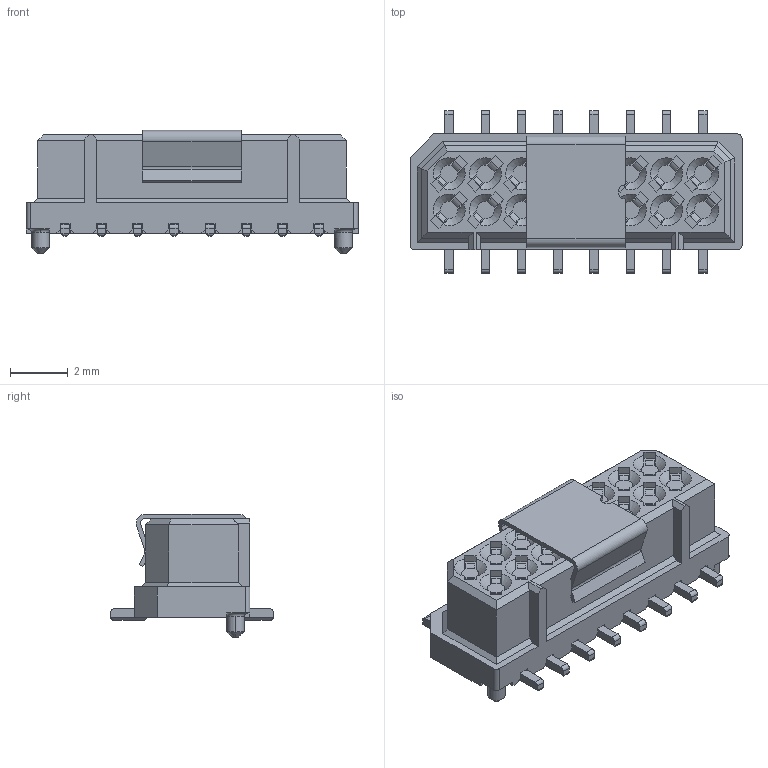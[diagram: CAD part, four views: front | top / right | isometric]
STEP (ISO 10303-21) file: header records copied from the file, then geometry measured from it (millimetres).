
FILE_DESCRIPTION( ('This file contains a STEP AP42 implementation' ,'as created by ZW3D STEP Interface translator.') ,'2;1' );
FILE_NAME( '3651-S016-034XXR01.stp' ,'2411 2.11 8 7', (''), ('ZWCAD Software Co.'), 'Version 1.0', 'ZW3D to STEP translator', '' );
FILE_SCHEMA(('AUTOMOTIVE_DESIGN { 1 0 10303 214 1 1 1 1 }'));
Length unit declared in the file: millimetre
Products named in the file (2): 0; 3651-S016-034XXR01
Bounding box: 11.45 x 5.6 x 4.25 mm (x, y, z)
Volume: 127.3 mm3; surface area: 295.6 mm2
Topology: 2 solids, 2 shells, 884 faces, 2382 edges, 1550 vertices
Faces by surface type: plane 666, cylinder 160, cone 54, torus 4
Entity records: 28678 total; most frequent: CARTESIAN_POINT 5246, ORIENTED_EDGE 4764, DIRECTION 4510, EDGE_CURVE 2382, VECTOR 1880, LINE 1880, VERTEX_POINT 1550, AXIS2_PLACEMENT_3D 1315
